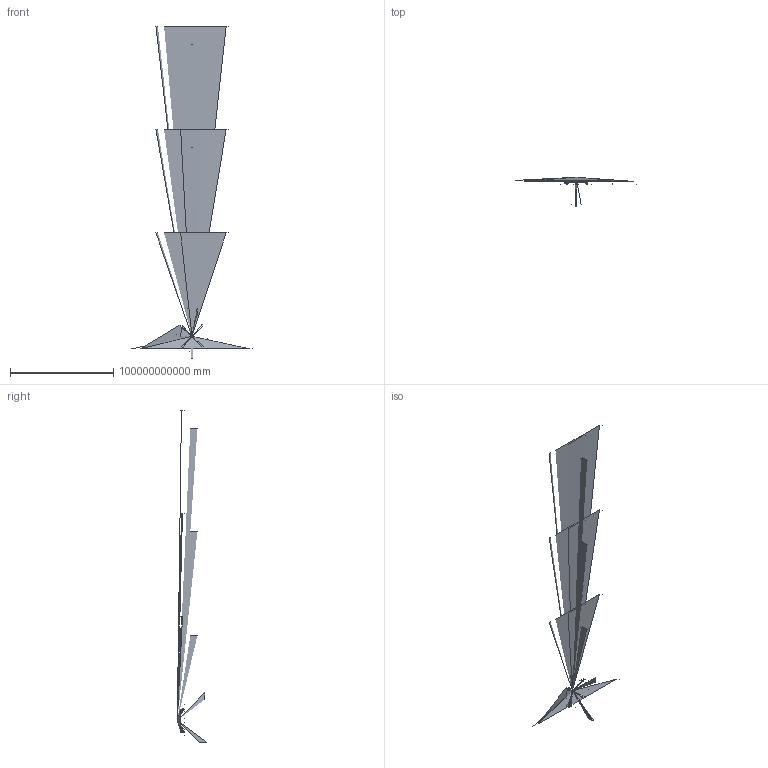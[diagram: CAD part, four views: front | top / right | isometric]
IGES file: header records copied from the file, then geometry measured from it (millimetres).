
Start section: C
Global section: file name: MHR4.igs; native system: By Siemens PLM Incorporated; preprocessor: XPlus GENERIC/IGES 18.0.17; author: Author; organization: Title; date: 20160513.080419; units: millimetre
Bounding box: 116000000000 x 28430175365.5 x 320831123895.53 mm (x, y, z)
Volume: 18848793943584.5 mm3; surface area: 61835.5 mm2
Topology: 5 solids, 29 shells, 157 faces, 414 edges, 319 vertices
Faces by surface type: bspline 157
